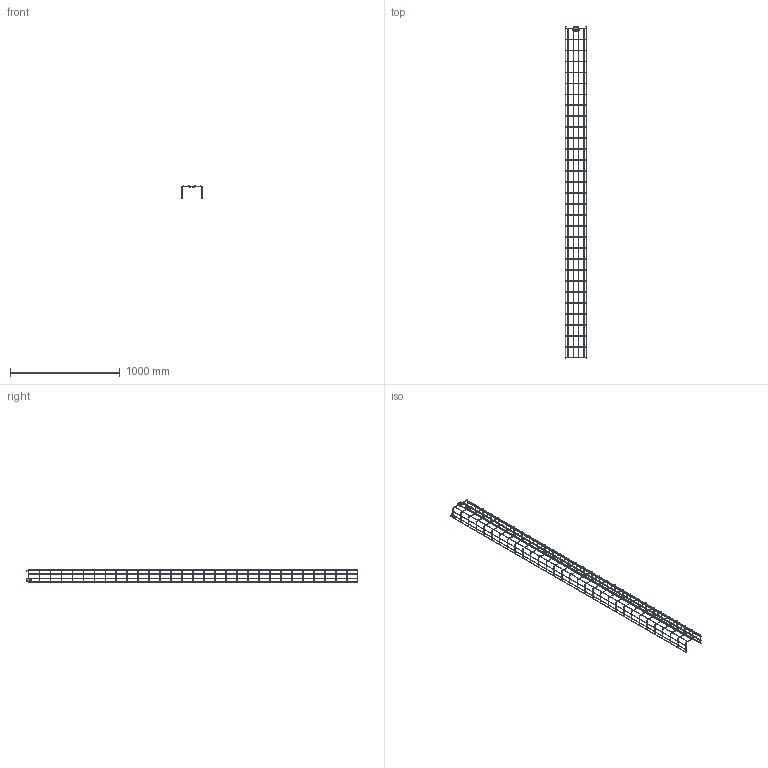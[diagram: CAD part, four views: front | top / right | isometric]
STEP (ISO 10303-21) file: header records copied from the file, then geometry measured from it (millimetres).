
FILE_DESCRIPTION((''),'2;1');
FILE_NAME('912420_ASM','2018-11-07T13:20:15',('tomasz.grudniewski'),(''),'CREO PARAMETRIC BY PTC INC, 2018260','CREO PARAMETRIC BY PTC INC, 2018260','');
FILE_SCHEMA(('CONFIG_CONTROL_DESIGN'));
Length unit declared in the file: millimetre
Products named in the file (5): 912420; ZZLS1_1; ZZLS1_2_20140910; UZS1_1_5_20140716; 912420_ASM
Assembly tree (4 placements, depth 2):
  912420_ASM
    912420
    ZZLS1_1
    ZZLS1_2_20140910
    UZS1_1_5_20140716
Bounding box: 200 x 3024.25 x 110.75 mm (x, y, z)
Volume: 680265.8 mm3; surface area: 612043.2 mm2
Topology: 104 solids, 104 shells, 1506 faces, 3188 edges, 1932 vertices
Faces by surface type: plane 615, cylinder 416, extrusion 157, bspline 154, torus 124, cone 40
Entity records: 58920 total; most frequent: CARTESIAN_POINT 28186, ORIENTED_EDGE 6376, DIRECTION 5687, EDGE_CURVE 3188, VERTEX_POINT 1932, AXIS2_PLACEMENT_3D 1902, VECTOR 1883, LINE 1726
